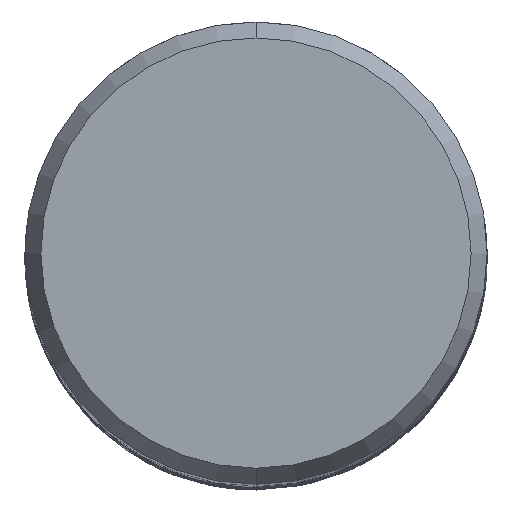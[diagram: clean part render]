
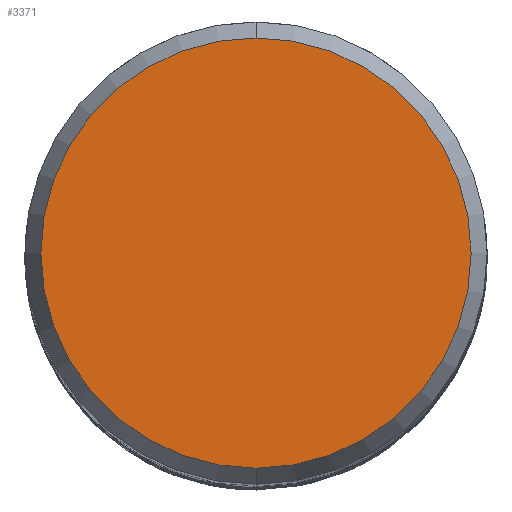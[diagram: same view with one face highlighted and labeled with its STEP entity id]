
A CAD part, top view. The second image highlights one B-rep face of the part: STEP entity #3371.
In plain terms, the highlighted planar face has unit normal (0, 0, 1).
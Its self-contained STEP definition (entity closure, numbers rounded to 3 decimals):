
#1519=VERTEX_POINT('',#4047);
#1711=EDGE_CURVE('',#1519,#3277,#4256,.T.);
#2693=EDGE_CURVE('',#3277,#1519,#5321,.T.);
#3277=VERTEX_POINT('',#5953);
#3371=ADVANCED_FACE('',(#6051),#6052,.T.);
#4047=CARTESIAN_POINT('',(0.,-9.307,0.0));
#4256=CIRCLE('',#13748,9.307);
#5321=CIRCLE('',#26037,9.307);
#5953=CARTESIAN_POINT('',(0.0,9.307,0.0));
#6051=FACE_OUTER_BOUND('',#35935,.T.);
#6052=PLANE('',#35936);
#13748=AXIS2_PLACEMENT_3D('',#43846,#43847,#43848);
#26037=AXIS2_PLACEMENT_3D('',#44950,#44951,#44952);
#35935=EDGE_LOOP('',(#45649,#45650));
#35936=AXIS2_PLACEMENT_3D('',#45651,#45652,#45653);
#43846=CARTESIAN_POINT('',(0.0,0.0,0.0));
#43847=DIRECTION('',(0.0,0.0,-1.0));
#43848=DIRECTION('',(0.0,1.0,0.0));
#44950=CARTESIAN_POINT('',(0.0,0.0,0.0));
#44951=DIRECTION('',(0.0,0.0,-1.0));
#44952=DIRECTION('',(0.0,1.0,0.0));
#45649=ORIENTED_EDGE('',*,*,#2693,.F.);
#45650=ORIENTED_EDGE('',*,*,#1711,.F.);
#45651=CARTESIAN_POINT('',(0.0,4.654,0.0));
#45652=DIRECTION('',(-0.0,0.0,1.0));
#45653=DIRECTION('',(0.0,-1.0,0.0));
